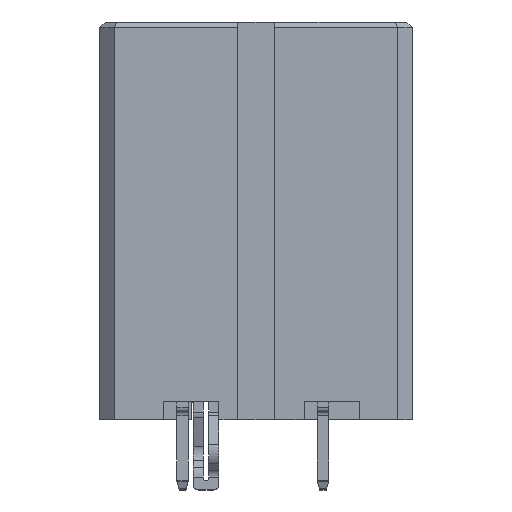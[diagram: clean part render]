
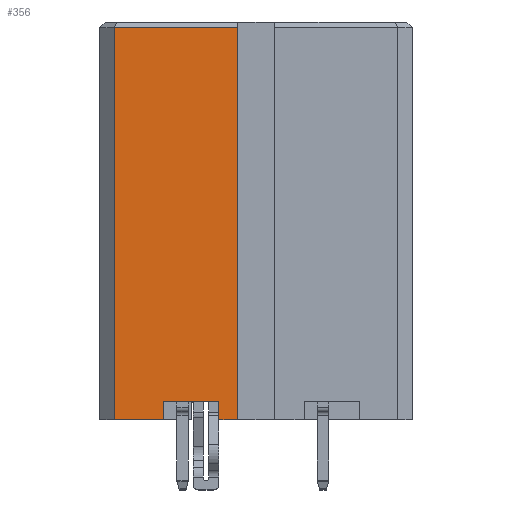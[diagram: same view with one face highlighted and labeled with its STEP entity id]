
A CAD part, left-side view. The second image highlights one B-rep face of the part: STEP entity #356.
In plain terms, the highlighted planar face has unit normal (-1, 0, 0).
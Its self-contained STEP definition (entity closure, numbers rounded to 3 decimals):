
#35=CARTESIAN_POINT('',(-17.16,7.685,-21.6));
#36=VERTEX_POINT('',#35);
#77=CARTESIAN_POINT('',(-17.16,5.02,-21.6));
#78=VERTEX_POINT('',#77);
#85=CARTESIAN_POINT('',(-17.16,5.02,-21.6));
#86=DIRECTION('',(0.,1.,0.));
#87=VECTOR('',#86,2.665);
#88=LINE('',#85,#87);
#89=EDGE_CURVE('',#78,#36,#88,.T.);
#100=CARTESIAN_POINT('',(-17.16,7.685,-0.3));
#101=VERTEX_POINT('',#100);
#102=CARTESIAN_POINT('',(-17.16,7.685,-21.6));
#103=DIRECTION('',(0.,0.,1.));
#104=VECTOR('',#103,21.3);
#105=LINE('',#102,#104);
#106=EDGE_CURVE('',#36,#101,#105,.T.);
#291=CARTESIAN_POINT('',(-17.16,5.02,-20.6));
#292=VERTEX_POINT('',#291);
#299=CARTESIAN_POINT('',(-17.16,5.02,-20.6));
#300=DIRECTION('',(0.,0.,-1.));
#301=VECTOR('',#300,1.);
#302=LINE('',#299,#301);
#303=EDGE_CURVE('',#292,#78,#302,.T.);
#308=CARTESIAN_POINT('',(-17.16,4.087,-10.8));
#309=DIRECTION('',(0.,1.,0.));
#310=DIRECTION('',(-1.,0.,-0.));
#311=AXIS2_PLACEMENT_3D('',#308,#310,#309);
#312=PLANE('',#311);
#313=ORIENTED_EDGE('',*,*,#89,.F.);
#314=ORIENTED_EDGE('',*,*,#303,.F.);
#315=CARTESIAN_POINT('',(-17.16,2.02,-20.6));
#316=VERTEX_POINT('',#315);
#317=CARTESIAN_POINT('',(-17.16,5.02,-20.6));
#318=DIRECTION('',(0.,-1.,0.));
#319=VECTOR('',#318,3.);
#320=LINE('',#317,#319);
#321=EDGE_CURVE('',#292,#316,#320,.T.);
#322=ORIENTED_EDGE('',*,*,#321,.T.);
#323=CARTESIAN_POINT('',(-17.16,2.02,-21.6));
#324=VERTEX_POINT('',#323);
#325=CARTESIAN_POINT('',(-17.16,2.02,-20.6));
#326=DIRECTION('',(0.,0.,-1.));
#327=VECTOR('',#326,1.);
#328=LINE('',#325,#327);
#329=EDGE_CURVE('',#316,#324,#328,.T.);
#330=ORIENTED_EDGE('',*,*,#329,.T.);
#331=CARTESIAN_POINT('',(-17.16,1.,-21.6));
#332=VERTEX_POINT('',#331);
#333=CARTESIAN_POINT('',(-17.16,2.02,-21.6));
#334=DIRECTION('',(0.,-1.,0.));
#335=VECTOR('',#334,1.02);
#336=LINE('',#333,#335);
#337=EDGE_CURVE('',#324,#332,#336,.T.);
#338=ORIENTED_EDGE('',*,*,#337,.T.);
#339=CARTESIAN_POINT('',(-17.16,1.,-0.3));
#340=VERTEX_POINT('',#339);
#341=CARTESIAN_POINT('',(-17.16,1.,-21.6));
#342=DIRECTION('',(0.,0.,1.));
#343=VECTOR('',#342,21.3);
#344=LINE('',#341,#343);
#345=EDGE_CURVE('',#332,#340,#344,.T.);
#346=ORIENTED_EDGE('',*,*,#345,.T.);
#347=CARTESIAN_POINT('',(-17.16,1.,-0.3));
#348=DIRECTION('',(0.,1.,0.));
#349=VECTOR('',#348,6.685);
#350=LINE('',#347,#349);
#351=EDGE_CURVE('',#340,#101,#350,.T.);
#352=ORIENTED_EDGE('',*,*,#351,.T.);
#353=ORIENTED_EDGE('',*,*,#106,.F.);
#354=EDGE_LOOP('',(#313,#314,#322,#330,#338,#346,#352,#353));
#355=FACE_OUTER_BOUND('',#354,.T.);
#356=ADVANCED_FACE('',(#355),#312,.T.);
